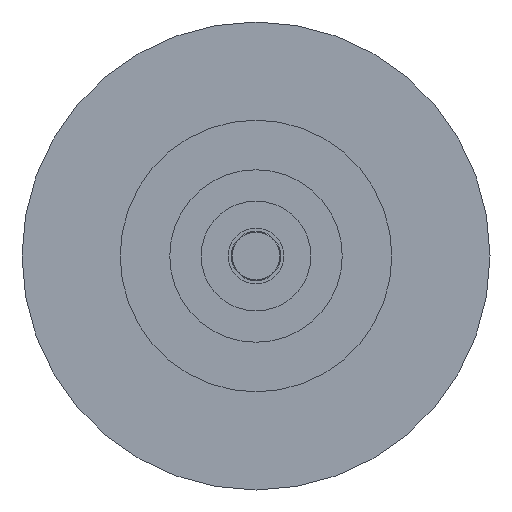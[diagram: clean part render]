
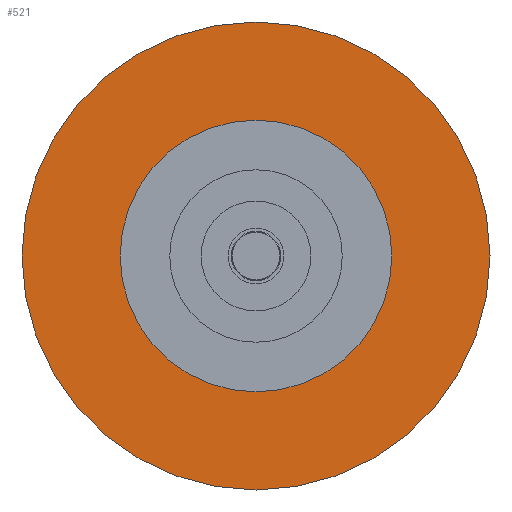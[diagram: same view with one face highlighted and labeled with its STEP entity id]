
A CAD part, left-side view. The second image highlights one B-rep face of the part: STEP entity #521.
In plain terms, the highlighted planar face has unit normal (-1, 0, 0).
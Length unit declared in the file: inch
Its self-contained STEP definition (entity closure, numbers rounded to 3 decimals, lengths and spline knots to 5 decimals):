
#57 = EDGE_CURVE ( 'NONE', #1570, #1572, #1671, .T. ) ;
#128 = CARTESIAN_POINT ( 'NONE',  ( -2.62252, 0.59, 0. ) ) ;
#140 = FACE_BOUND ( 'NONE', #3418, .T. ) ;
#141 = FACE_OUTER_BOUND ( 'NONE', #3436, .T. ) ;
#142 = PLANE ( 'NONE',  #3756 ) ;
#144 = DIRECTION ( 'NONE',  ( -1., 0., 0. ) ) ;
#145 = DIRECTION ( 'NONE',  ( 0., 0., -1. ) ) ;
#479 = EDGE_CURVE ( 'NONE', #1572, #1570, #1678, .T. ) ;
#491 = EDGE_CURVE ( 'NONE', #1562, #1565, #3264, .T. ) ;
#494 = EDGE_CURVE ( 'NONE', #1565, #1562, #2156, .T. ) ;
#521 = ADVANCED_FACE ( 'NONE', ( #140, #141 ), #142, .T. ) ;
#724 = CARTESIAN_POINT ( 'NONE',  ( -2.62252, 0., 0. ) ) ;
#725 = DIRECTION ( 'NONE',  ( 1., 0., 0. ) ) ;
#726 = DIRECTION ( 'NONE',  ( 0., 0., 1. ) ) ;
#1211 = CARTESIAN_POINT ( 'NONE',  ( -2.62252, 0., 0.59 ) ) ;
#1221 = CARTESIAN_POINT ( 'NONE',  ( -2.62252, 0., -0.59 ) ) ;
#1227 = CARTESIAN_POINT ( 'NONE',  ( -2.62252, 0., 0.3425 ) ) ;
#1231 = CARTESIAN_POINT ( 'NONE',  ( -2.62252, 0., -0.3425 ) ) ;
#1327 = CARTESIAN_POINT ( 'NONE',  ( -2.62252, 0., 0. ) ) ;
#1328 = DIRECTION ( 'NONE',  ( 1., 0., 0. ) ) ;
#1329 = DIRECTION ( 'NONE',  ( 0., 0., 1. ) ) ;
#1362 = CARTESIAN_POINT ( 'NONE',  ( -2.62252, 0., 0. ) ) ;
#1363 = DIRECTION ( 'NONE',  ( 1., 0., 0. ) ) ;
#1364 = DIRECTION ( 'NONE',  ( 0., 0., 1. ) ) ;
#1369 = CARTESIAN_POINT ( 'NONE',  ( -2.62252, 0., 0. ) ) ;
#1370 = DIRECTION ( 'NONE',  ( 1., 0., 0. ) ) ;
#1371 = DIRECTION ( 'NONE',  ( 0., 0., 1. ) ) ;
#1562 = VERTEX_POINT ( 'NONE', #1211 ) ;
#1565 = VERTEX_POINT ( 'NONE', #1221 ) ;
#1570 = VERTEX_POINT ( 'NONE', #1227 ) ;
#1572 = VERTEX_POINT ( 'NONE', #1231 ) ;
#1654 = AXIS2_PLACEMENT_3D ( 'NONE', #724, #725, #726 ) ;
#1671 = CIRCLE ( 'NONE', #1654, 0.3425 ) ;
#1678 = CIRCLE ( 'NONE', #1679, 0.3425 ) ;
#1679 = AXIS2_PLACEMENT_3D ( 'NONE', #1327, #1328, #1329 ) ;
#2150 = AXIS2_PLACEMENT_3D ( 'NONE', #1369, #1370, #1371 ) ;
#2156 = CIRCLE ( 'NONE', #2150, 0.59 ) ;
#3261 = AXIS2_PLACEMENT_3D ( 'NONE', #1362, #1363, #1364 ) ;
#3264 = CIRCLE ( 'NONE', #3261, 0.59 ) ;
#3418 = EDGE_LOOP ( 'NONE', ( #3849, #3850 ) ) ;
#3436 = EDGE_LOOP ( 'NONE', ( #3851, #3852 ) ) ;
#3756 = AXIS2_PLACEMENT_3D ( 'NONE', #128, #144, #145 ) ;
#3849 = ORIENTED_EDGE ( 'NONE', *, *, #57, .T. ) ;
#3850 = ORIENTED_EDGE ( 'NONE', *, *, #479, .T. ) ;
#3851 = ORIENTED_EDGE ( 'NONE', *, *, #491, .F. ) ;
#3852 = ORIENTED_EDGE ( 'NONE', *, *, #494, .F. ) ;
